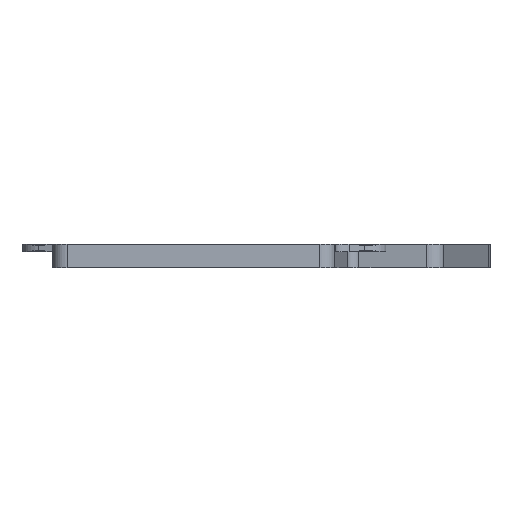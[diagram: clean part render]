
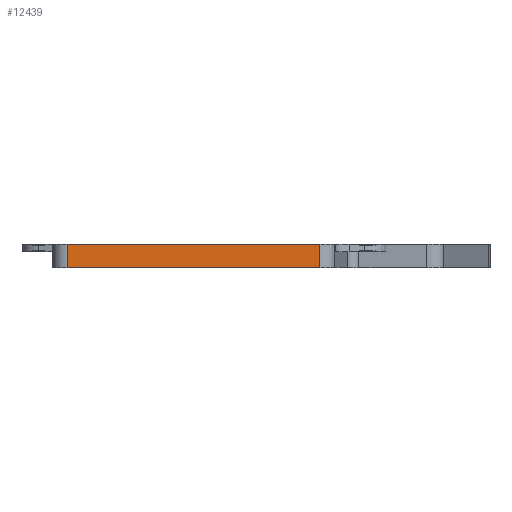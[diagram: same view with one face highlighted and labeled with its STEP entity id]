
A CAD part, left-side view. The second image highlights one B-rep face of the part: STEP entity #12439.
In plain terms, the highlighted planar face has unit normal (-1, 0, 0).
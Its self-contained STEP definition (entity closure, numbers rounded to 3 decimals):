
#245=PLANE('',#13409);
#853=FACE_OUTER_BOUND('',#1515,.T.);
#1515=EDGE_LOOP('',(#10143,#10144,#10145,#10146));
#1873=LINE('',#17223,#3363);
#2781=LINE('',#19682,#4271);
#2782=LINE('',#19685,#4272);
#2783=LINE('',#19686,#4273);
#3363=VECTOR('',#13773,10.);
#4271=VECTOR('',#15951,10.);
#4272=VECTOR('',#15954,10.);
#4273=VECTOR('',#15955,10.);
#5211=VERTEX_POINT('',#17220);
#5212=VERTEX_POINT('',#17222);
#6128=VERTEX_POINT('',#19680);
#6129=VERTEX_POINT('',#19684);
#6441=EDGE_CURVE('',#5211,#5212,#1873,.T.);
#7673=EDGE_CURVE('',#5212,#6128,#2781,.T.);
#7674=EDGE_CURVE('',#6129,#5211,#2782,.T.);
#7675=EDGE_CURVE('',#6128,#6129,#2783,.T.);
#10143=ORIENTED_EDGE('',*,*,#7673,.F.);
#10144=ORIENTED_EDGE('',*,*,#6441,.F.);
#10145=ORIENTED_EDGE('',*,*,#7674,.F.);
#10146=ORIENTED_EDGE('',*,*,#7675,.F.);
#12439=ADVANCED_FACE('',(#853),#245,.T.);
#13409=AXIS2_PLACEMENT_3D('',#19683,#15952,#15953);
#13773=DIRECTION('',(0.,-1.,0.));
#15951=DIRECTION('',(0.,0.,-1.));
#15952=DIRECTION('center_axis',(-1.,0.,0.));
#15953=DIRECTION('ref_axis',(0.,1.,0.));
#15954=DIRECTION('',(0.,0.,1.));
#15955=DIRECTION('',(0.,1.,0.));
#17220=CARTESIAN_POINT('',(-0.475,-2.525,0.));
#17222=CARTESIAN_POINT('',(-0.475,-54.625,0.));
#17223=CARTESIAN_POINT('',(-0.475,0.475,0.));
#19680=CARTESIAN_POINT('',(-0.475,-54.625,-4.75));
#19682=CARTESIAN_POINT('',(-0.475,-54.625,0.));
#19683=CARTESIAN_POINT('Origin',(-0.475,-57.625,0.));
#19684=CARTESIAN_POINT('',(-0.475,-2.525,-4.75));
#19685=CARTESIAN_POINT('',(-0.475,-2.525,0.));
#19686=CARTESIAN_POINT('',(-0.475,0.475,-4.75));
